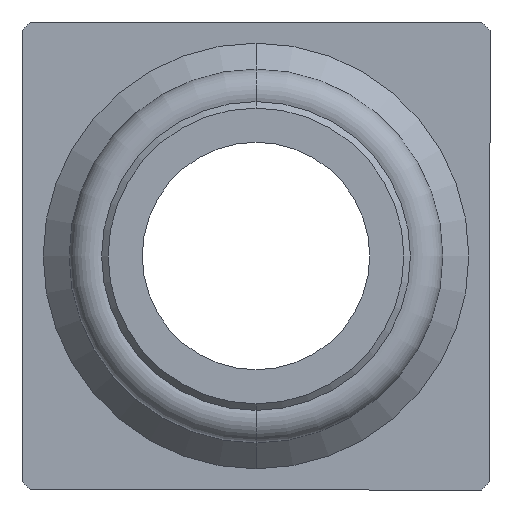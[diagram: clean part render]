
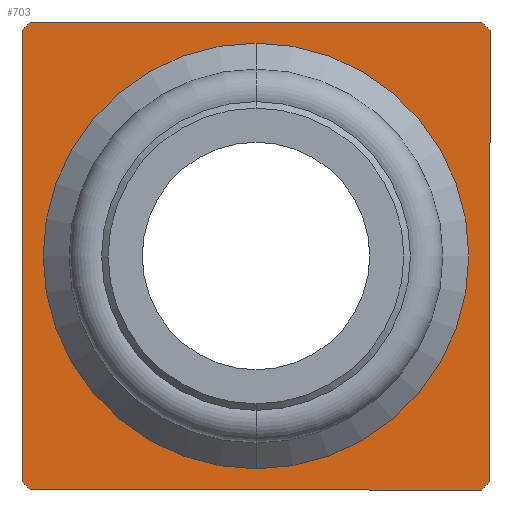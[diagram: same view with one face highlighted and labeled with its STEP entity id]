
A CAD part, front view. The second image highlights one B-rep face of the part: STEP entity #703.
In plain terms, the highlighted planar face has unit normal (0, -1, 0).
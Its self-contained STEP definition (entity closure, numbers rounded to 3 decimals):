
#9 = DIRECTION ( 'NONE',  ( 0., 0., 1. ) ) ;
#22 = ORIENTED_EDGE ( 'NONE', *, *, #1280, .F. ) ;
#58 = VERTEX_POINT ( 'NONE', #1193 ) ;
#104 = AXIS2_PLACEMENT_3D ( 'NONE', #1199, #471, #334 ) ;
#119 = EDGE_CURVE ( 'NONE', #776, #1573, #415, .T. ) ;
#123 = DIRECTION ( 'NONE',  ( 0., 1., 0. ) ) ;
#133 = LINE ( 'NONE', #275, #674 ) ;
#149 = LINE ( 'NONE', #1134, #1283 ) ;
#190 = DIRECTION ( 'NONE',  ( 0., 0., 1. ) ) ;
#239 = ORIENTED_EDGE ( 'NONE', *, *, #734, .F. ) ;
#250 = ORIENTED_EDGE ( 'NONE', *, *, #844, .F. ) ;
#255 = DIRECTION ( 'NONE',  ( -1., 0., 0. ) ) ;
#275 = CARTESIAN_POINT ( 'NONE',  ( 7.2, 12.6, 6.94 ) ) ;
#295 = VERTEX_POINT ( 'NONE', #888 ) ;
#323 = DIRECTION ( 'NONE',  ( 0., 0., 1. ) ) ;
#334 = DIRECTION ( 'NONE',  ( 0., 0., 1. ) ) ;
#344 = CIRCLE ( 'NONE', #647, 10. ) ;
#348 = VERTEX_POINT ( 'NONE', #517 ) ;
#377 = PLANE ( 'NONE',  #1302 ) ;
#382 = CIRCLE ( 'NONE', #1156, 10. ) ;
#415 = CIRCLE ( 'NONE', #1061, 6.55 ) ;
#416 = ORIENTED_EDGE ( 'NONE', *, *, #1523, .F. ) ;
#423 = CARTESIAN_POINT ( 'NONE',  ( -7.2, 12.6, 6.94 ) ) ;
#431 = CIRCLE ( 'NONE', #104, 10. ) ;
#471 = DIRECTION ( 'NONE',  ( 0., 1., 0. ) ) ;
#485 = EDGE_LOOP ( 'NONE', ( #1342, #22 ) ) ;
#488 = ORIENTED_EDGE ( 'NONE', *, *, #1264, .F. ) ;
#496 = CARTESIAN_POINT ( 'NONE',  ( 0., 12.6, 0. ) ) ;
#500 = LINE ( 'NONE', #539, #1133 ) ;
#504 = VECTOR ( 'NONE', #255, 1000. ) ;
#515 = ORIENTED_EDGE ( 'NONE', *, *, #763, .F. ) ;
#517 = CARTESIAN_POINT ( 'NONE',  ( 6.94, 12.6, -7.2 ) ) ;
#521 = AXIS2_PLACEMENT_3D ( 'NONE', #496, #123, #1389 ) ;
#523 = VERTEX_POINT ( 'NONE', #1402 ) ;
#539 = CARTESIAN_POINT ( 'NONE',  ( -7.2, 12.6, -6.94 ) ) ;
#582 = VERTEX_POINT ( 'NONE', #1095 ) ;
#631 = ORIENTED_EDGE ( 'NONE', *, *, #1577, .F. ) ;
#636 = EDGE_CURVE ( 'NONE', #853, #523, #431, .T. ) ;
#641 = CARTESIAN_POINT ( 'NONE',  ( 7.2, 12.6, 6.94 ) ) ;
#647 = AXIS2_PLACEMENT_3D ( 'NONE', #1435, #931, #323 ) ;
#655 = ORIENTED_EDGE ( 'NONE', *, *, #636, .F. ) ;
#674 = VECTOR ( 'NONE', #859, 1000. ) ;
#703 = ADVANCED_FACE ( 'NONE', ( #992, #1258 ), #377, .F. ) ;
#705 = VERTEX_POINT ( 'NONE', #641 ) ;
#727 = CARTESIAN_POINT ( 'NONE',  ( 0., 12.6, 0. ) ) ;
#729 = CARTESIAN_POINT ( 'NONE',  ( 0., 12.6, 6.55 ) ) ;
#732 = CARTESIAN_POINT ( 'NONE',  ( 0., 12.6, -6.55 ) ) ;
#734 = EDGE_CURVE ( 'NONE', #295, #582, #382, .T. ) ;
#758 = DIRECTION ( 'NONE',  ( 0., -1., 0. ) ) ;
#761 = DIRECTION ( 'NONE',  ( 0., 0., 1. ) ) ;
#763 = EDGE_CURVE ( 'NONE', #348, #295, #1112, .T. ) ;
#776 = VERTEX_POINT ( 'NONE', #732 ) ;
#823 = DIRECTION ( 'NONE',  ( 0., -1., 0. ) ) ;
#844 = EDGE_CURVE ( 'NONE', #582, #853, #500, .T. ) ;
#853 = VERTEX_POINT ( 'NONE', #423 ) ;
#854 = CARTESIAN_POINT ( 'NONE',  ( 0., 12.6, 0. ) ) ;
#859 = DIRECTION ( 'NONE',  ( 0., 0., -1. ) ) ;
#888 = CARTESIAN_POINT ( 'NONE',  ( -6.94, 12.6, -7.2 ) ) ;
#931 = DIRECTION ( 'NONE',  ( 0., 1., 0. ) ) ;
#991 = ORIENTED_EDGE ( 'NONE', *, *, #1194, .F. ) ;
#992 = FACE_BOUND ( 'NONE', #485, .T. ) ;
#997 = DIRECTION ( 'NONE',  ( 1., 0., 0. ) ) ;
#1010 = CIRCLE ( 'NONE', #1219, 6.55 ) ;
#1061 = AXIS2_PLACEMENT_3D ( 'NONE', #727, #823, #1217 ) ;
#1092 = CIRCLE ( 'NONE', #521, 10. ) ;
#1095 = CARTESIAN_POINT ( 'NONE',  ( -7.2, 12.6, -6.94 ) ) ;
#1109 = CARTESIAN_POINT ( 'NONE',  ( 0., 12.6, 0. ) ) ;
#1112 = LINE ( 'NONE', #1245, #504 ) ;
#1133 = VECTOR ( 'NONE', #190, 1000. ) ;
#1134 = CARTESIAN_POINT ( 'NONE',  ( -6.94, 12.6, 7.2 ) ) ;
#1156 = AXIS2_PLACEMENT_3D ( 'NONE', #854, #1494, #761 ) ;
#1193 = CARTESIAN_POINT ( 'NONE',  ( 7.2, 12.6, -6.94 ) ) ;
#1194 = EDGE_CURVE ( 'NONE', #523, #1262, #149, .T. ) ;
#1199 = CARTESIAN_POINT ( 'NONE',  ( 0., 12.6, 0. ) ) ;
#1217 = DIRECTION ( 'NONE',  ( 0., 0., 1. ) ) ;
#1219 = AXIS2_PLACEMENT_3D ( 'NONE', #1109, #758, #9 ) ;
#1245 = CARTESIAN_POINT ( 'NONE',  ( 6.94, 12.6, -7.2 ) ) ;
#1252 = CARTESIAN_POINT ( 'NONE',  ( 0., 12.6, 0. ) ) ;
#1258 = FACE_OUTER_BOUND ( 'NONE', #1516, .T. ) ;
#1262 = VERTEX_POINT ( 'NONE', #1377 ) ;
#1264 = EDGE_CURVE ( 'NONE', #705, #58, #133, .T. ) ;
#1280 = EDGE_CURVE ( 'NONE', #1573, #776, #1010, .T. ) ;
#1283 = VECTOR ( 'NONE', #997, 1000. ) ;
#1302 = AXIS2_PLACEMENT_3D ( 'NONE', #1252, #1464, #1486 ) ;
#1342 = ORIENTED_EDGE ( 'NONE', *, *, #119, .F. ) ;
#1377 = CARTESIAN_POINT ( 'NONE',  ( 6.94, 12.6, 7.2 ) ) ;
#1389 = DIRECTION ( 'NONE',  ( 0., 0., 1. ) ) ;
#1402 = CARTESIAN_POINT ( 'NONE',  ( -6.94, 12.6, 7.2 ) ) ;
#1435 = CARTESIAN_POINT ( 'NONE',  ( 0., 12.6, 0. ) ) ;
#1464 = DIRECTION ( 'NONE',  ( 0., 1., 0. ) ) ;
#1486 = DIRECTION ( 'NONE',  ( 0., 0., 1. ) ) ;
#1494 = DIRECTION ( 'NONE',  ( 0., 1., 0. ) ) ;
#1516 = EDGE_LOOP ( 'NONE', ( #416, #991, #655, #250, #239, #515, #631, #488 ) ) ;
#1523 = EDGE_CURVE ( 'NONE', #1262, #705, #344, .T. ) ;
#1573 = VERTEX_POINT ( 'NONE', #729 ) ;
#1577 = EDGE_CURVE ( 'NONE', #58, #348, #1092, .T. ) ;
